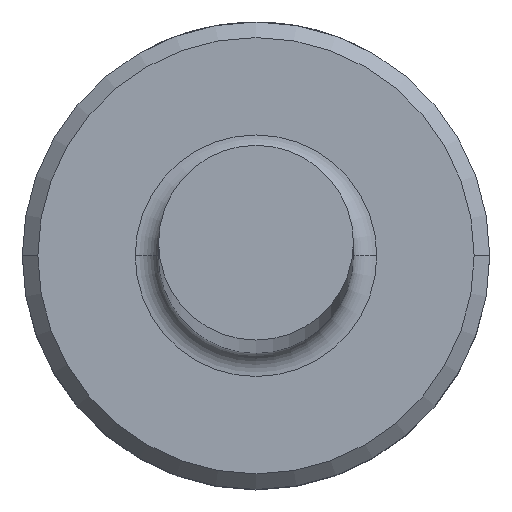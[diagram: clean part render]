
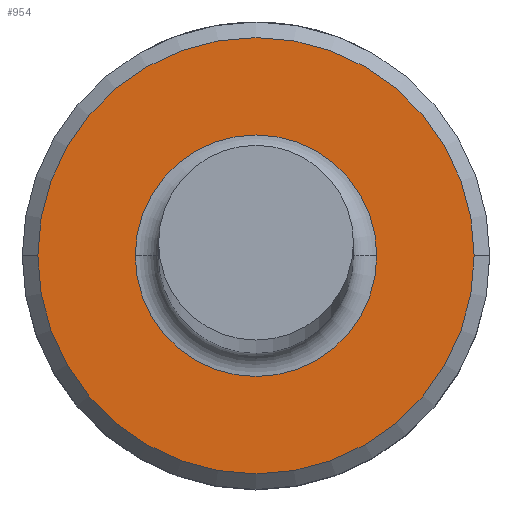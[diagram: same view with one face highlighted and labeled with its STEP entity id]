
A CAD part, top view. The second image highlights one B-rep face of the part: STEP entity #954.
In plain terms, the highlighted planar face has unit normal (0, 0, 1).
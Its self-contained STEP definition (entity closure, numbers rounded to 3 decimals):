
#19 = CARTESIAN_POINT ( 'NONE',  ( 2.8, 0., 4. ) ) ;
#81 = ORIENTED_EDGE ( 'NONE', *, *, #1064, .T. ) ;
#91 = FACE_OUTER_BOUND ( 'NONE', #286, .T. ) ;
#129 = CIRCLE ( 'NONE', #499, 1.55 ) ;
#133 = DIRECTION ( 'NONE',  ( 0., 0., 1. ) ) ;
#147 = VERTEX_POINT ( 'NONE', #19 ) ;
#148 = CARTESIAN_POINT ( 'NONE',  ( 0., 0., 4. ) ) ;
#159 = EDGE_LOOP ( 'NONE', ( #81, #1152 ) ) ;
#198 = CARTESIAN_POINT ( 'NONE',  ( 1.55, 0., 4. ) ) ;
#206 = CARTESIAN_POINT ( 'NONE',  ( 0., 0., 4. ) ) ;
#220 = DIRECTION ( 'NONE',  ( 0., 0., 1. ) ) ;
#243 = VERTEX_POINT ( 'NONE', #818 ) ;
#251 = DIRECTION ( 'NONE',  ( -1., 0., 0. ) ) ;
#286 = EDGE_LOOP ( 'NONE', ( #1082, #905 ) ) ;
#291 = FACE_BOUND ( 'NONE', #159, .T. ) ;
#297 = DIRECTION ( 'NONE',  ( 1., 0., 0. ) ) ;
#306 = PLANE ( 'NONE',  #543 ) ;
#326 = DIRECTION ( 'NONE',  ( 0., 0., -1. ) ) ;
#442 = AXIS2_PLACEMENT_3D ( 'NONE', #700, #133, #781 ) ;
#463 = VERTEX_POINT ( 'NONE', #198 ) ;
#464 = CIRCLE ( 'NONE', #1008, 1.55 ) ;
#490 = VERTEX_POINT ( 'NONE', #597 ) ;
#499 = AXIS2_PLACEMENT_3D ( 'NONE', #877, #326, #959 ) ;
#543 = AXIS2_PLACEMENT_3D ( 'NONE', #596, #220, #862 ) ;
#596 = CARTESIAN_POINT ( 'NONE',  ( 0., 0., 4. ) ) ;
#597 = CARTESIAN_POINT ( 'NONE',  ( -1.55, 0., 4. ) ) ;
#648 = EDGE_CURVE ( 'NONE', #147, #243, #743, .T. ) ;
#694 = CIRCLE ( 'NONE', #442, 2.8 ) ;
#700 = CARTESIAN_POINT ( 'NONE',  ( 0., 0., 4. ) ) ;
#743 = CIRCLE ( 'NONE', #929, 2.8 ) ;
#768 = EDGE_CURVE ( 'NONE', #243, #147, #694, .T. ) ;
#781 = DIRECTION ( 'NONE',  ( 1., 0., 0. ) ) ;
#792 = EDGE_CURVE ( 'NONE', #463, #490, #129, .T. ) ;
#798 = DIRECTION ( 'NONE',  ( 0., 0., -1. ) ) ;
#818 = CARTESIAN_POINT ( 'NONE',  ( -2.8, 0., 4. ) ) ;
#849 = DIRECTION ( 'NONE',  ( 0., 0., 1. ) ) ;
#862 = DIRECTION ( 'NONE',  ( 1., 0., 0. ) ) ;
#877 = CARTESIAN_POINT ( 'NONE',  ( 0., 0., 4. ) ) ;
#905 = ORIENTED_EDGE ( 'NONE', *, *, #648, .T. ) ;
#929 = AXIS2_PLACEMENT_3D ( 'NONE', #206, #849, #297 ) ;
#954 = ADVANCED_FACE ( 'NONE', ( #91, #291 ), #306, .T. ) ;
#959 = DIRECTION ( 'NONE',  ( -1., 0., 0. ) ) ;
#1008 = AXIS2_PLACEMENT_3D ( 'NONE', #148, #798, #251 ) ;
#1064 = EDGE_CURVE ( 'NONE', #490, #463, #464, .T. ) ;
#1082 = ORIENTED_EDGE ( 'NONE', *, *, #768, .T. ) ;
#1152 = ORIENTED_EDGE ( 'NONE', *, *, #792, .T. ) ;
